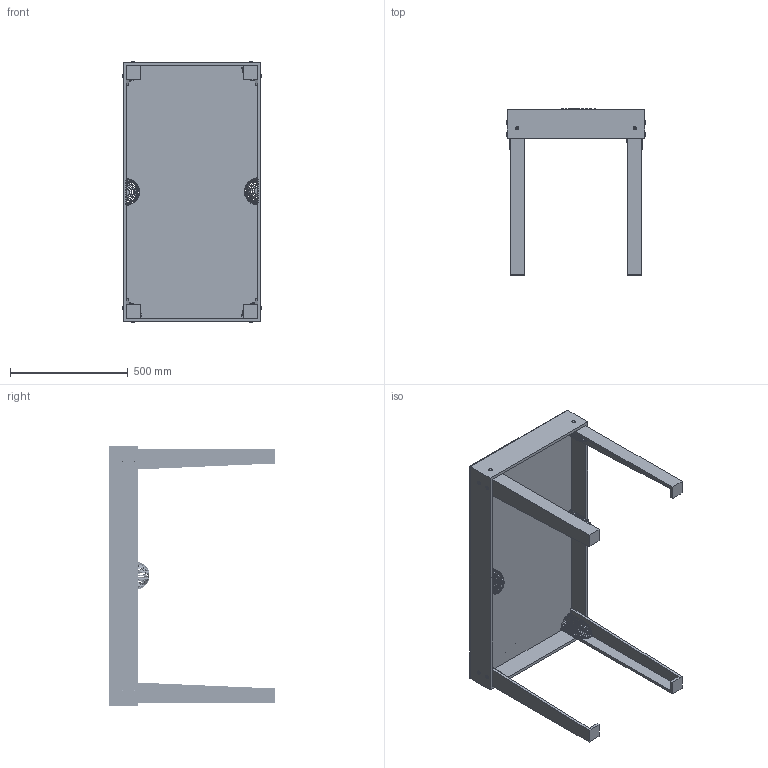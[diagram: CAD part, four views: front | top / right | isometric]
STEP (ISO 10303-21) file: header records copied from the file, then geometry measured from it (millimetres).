
FILE_DESCRIPTION(/* description */ (''),/* implementation_level */ '2;1');
FILE_NAME(/* name */ 'Snooker Table Assembly_sldasm.stp',/* time_stamp */ '2022-06-26T22:22:59+08:00',/* author */ (''),/* organization */ (''),/* preprocessor_version */ 'ST-DEVELOPER v18.102',/* originating_system */ 'SIEMENS PLM Software NX2206.1700',/* authorisation */ '');
FILE_SCHEMA (('AP203_CONFIGURATION_CONTROLLED_3D_DESIGN_OF_MECHANICAL_PARTS_AND_ASSEMBLIES_MIM_LF { 1 0 10303 403 2 1 2}'));
Length unit declared in the file: millimetre
Products named in the file (14): Ball_5_sldprt; Ball_3_sldprt; Ball_4_sldprt; Ball_sldprt; Net corner_sldprt; Net middle_sldprt; Bolt_sldprt; Cue Stick_sldprt; Table Leg Reverse_sldprt; Table Leg_sldprt; Snooker Table_sldprt; Table Side Padding_sldprt; Ball assembly_sldasm; Snooker Table Assembly_sldasm_stp
Assembly tree (43 placements, depth 3):
  Snooker Table Assembly_sldasm_stp
    Table Side Padding_sldprt
    Snooker Table_sldprt
    Table Leg_sldprt  x2
    Table Leg Reverse_sldprt  x2
    Cue Stick_sldprt  x2
    Bolt_sldprt  x12
    Net middle_sldprt  x2
    Net corner_sldprt  x4
    Ball assembly_sldasm
      Ball_4_sldprt  x7
      Ball_3_sldprt  x7
      Ball_5_sldprt
    Ball_sldprt
Bounding box: 592 x 706 x 1108 mm (x, y, z)
Volume: 15001640.6 mm3; surface area: 3507664.2 mm2
Topology: 36 solids, 58 shells, 1759 faces, 5612 edges, 3698 vertices
Faces by surface type: plane 821, cylinder 646, cone 146, sphere 100, bspline 28, torus 16, extrusion 2
Full cylindrical faces by diameter (mm): 2 x160, 10 x312, 15.316 x2
Entity records: 25314 total; most frequent: CARTESIAN_POINT 8432, DIRECTION 3104, ORIENTED_EDGE 3016, EDGE_CURVE 1508, AXIS2_PLACEMENT_3D 1269, VERTEX_POINT 1027, EDGE_LOOP 721, CIRCLE 610
